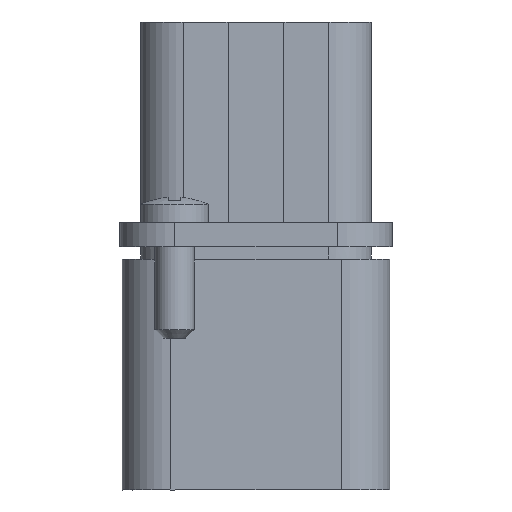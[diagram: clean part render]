
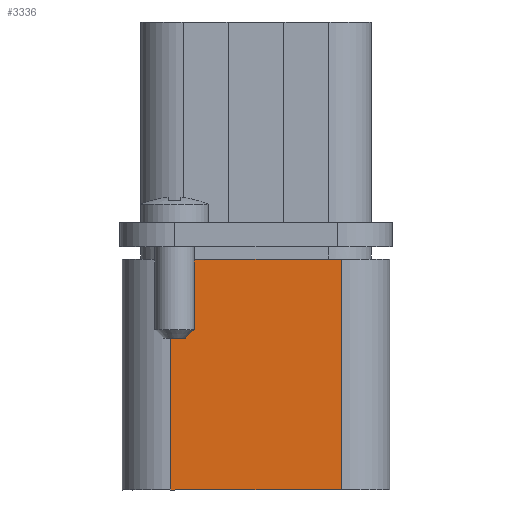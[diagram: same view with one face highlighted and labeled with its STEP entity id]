
A CAD part, left-side view. The second image highlights one B-rep face of the part: STEP entity #3336.
In plain terms, the highlighted planar face has unit normal (-1, 0, 0).
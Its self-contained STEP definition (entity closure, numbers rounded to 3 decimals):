
#2842=FACE_OUTER_BOUND('',#4918,.T.);
#3336=ADVANCED_FACE('',(#2842),#3716,.T.);
#3716=PLANE('',#11093);
#4918=EDGE_LOOP('',(#5992,#5993,#5994,#5995));
#5992=ORIENTED_EDGE('',*,*,#8547,.T.);
#5993=ORIENTED_EDGE('',*,*,#8535,.T.);
#5994=ORIENTED_EDGE('',*,*,#8546,.F.);
#5995=ORIENTED_EDGE('',*,*,#8548,.T.);
#7737=VERTEX_POINT('',#14823);
#7738=VERTEX_POINT('',#14825);
#7745=VERTEX_POINT('',#14845);
#7746=VERTEX_POINT('',#14849);
#8535=EDGE_CURVE('',#7738,#7737,#9370,.T.);
#8546=EDGE_CURVE('',#7745,#7737,#9376,.T.);
#8547=EDGE_CURVE('',#7746,#7738,#9377,.T.);
#8548=EDGE_CURVE('',#7745,#7746,#9378,.T.);
#9370=LINE('',#14824,#9977);
#9376=LINE('',#14846,#9983);
#9377=LINE('',#14848,#9984);
#9378=LINE('',#14850,#9985);
#9977=VECTOR('',#12234,1.);
#9983=VECTOR('',#12256,1.);
#9984=VECTOR('',#12259,1.);
#9985=VECTOR('',#12260,1.);
#11093=AXIS2_PLACEMENT_3D('',#14851,#12261,#12262);
#12234=DIRECTION('',(0.,-1.,0.));
#12256=DIRECTION('',(0.,0.,-1.));
#12259=DIRECTION('',(0.,0.,-1.));
#12260=DIRECTION('',(0.,1.,0.));
#12261=DIRECTION('',(-1.,0.,0.));
#12262=DIRECTION('',(0.,1.,0.));
#14823=CARTESIAN_POINT('',(-13.2,-7.,-20.));
#14824=CARTESIAN_POINT('',(-13.2,7.,-20.));
#14825=CARTESIAN_POINT('',(-13.2,7.,-20.));
#14845=CARTESIAN_POINT('',(-13.2,-7.,-1.));
#14846=CARTESIAN_POINT('',(-13.2,-7.,-1.));
#14848=CARTESIAN_POINT('',(-13.2,7.,-1.));
#14849=CARTESIAN_POINT('',(-13.2,7.,-1.));
#14850=CARTESIAN_POINT('',(-13.2,-7.,-1.));
#14851=CARTESIAN_POINT('',(-13.2,-7.3,-0.7));
